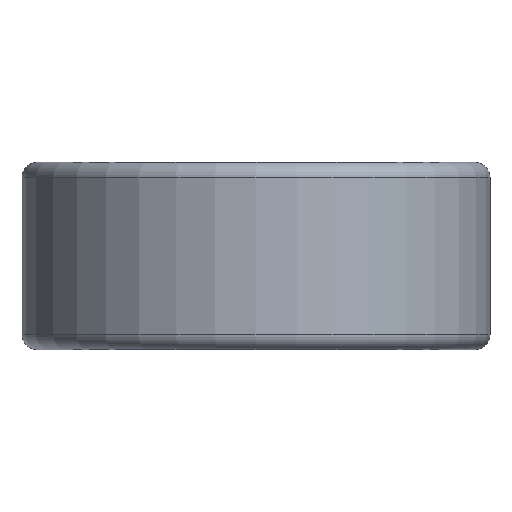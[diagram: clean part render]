
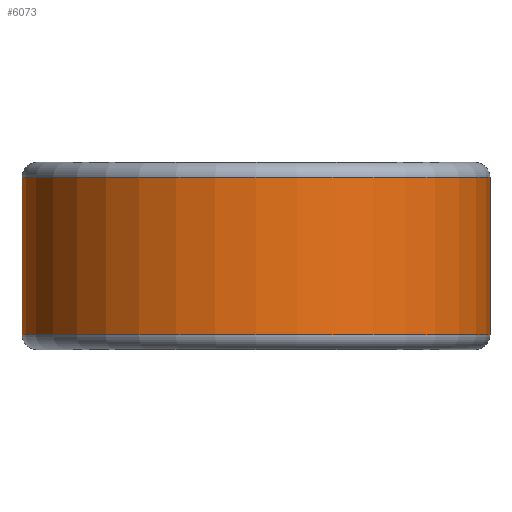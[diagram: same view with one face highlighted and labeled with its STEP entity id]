
A CAD part, front view. The second image highlights one B-rep face of the part: STEP entity #6073.
In plain terms, the highlighted cylindrical face has radius 62.5 mm (diameter 125 mm), a partial arc.
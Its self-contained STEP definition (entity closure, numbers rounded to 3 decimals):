
#363 = AXIS2_PLACEMENT_3D ( 'NONE', #6460, #1689, #5407 ) ;
#448 = CARTESIAN_POINT ( 'NONE',  ( 62.5, 0., -21. ) ) ;
#723 = CARTESIAN_POINT ( 'NONE',  ( 0., 0., 21. ) ) ;
#844 = EDGE_LOOP ( 'NONE', ( #5786, #1759, #3006, #968 ) ) ;
#892 = VECTOR ( 'NONE', #1023, 1000. ) ;
#968 = ORIENTED_EDGE ( 'NONE', *, *, #3089, .T. ) ;
#977 = CIRCLE ( 'NONE', #6406, 62.5 ) ;
#1023 = DIRECTION ( 'NONE',  ( 0., 0., -1. ) ) ;
#1125 = VERTEX_POINT ( 'NONE', #448 ) ;
#1208 = CARTESIAN_POINT ( 'NONE',  ( 62.5, 0., 0. ) ) ;
#1214 = EDGE_CURVE ( 'NONE', #4245, #1748, #3785, .T. ) ;
#1275 = CYLINDRICAL_SURFACE ( 'NONE', #363, 62.5 ) ;
#1537 = DIRECTION ( 'NONE',  ( 0., 0., 1. ) ) ;
#1689 = DIRECTION ( 'NONE',  ( 0., 0., -1. ) ) ;
#1748 = VERTEX_POINT ( 'NONE', #4518 ) ;
#1759 = ORIENTED_EDGE ( 'NONE', *, *, #5591, .T. ) ;
#2095 = AXIS2_PLACEMENT_3D ( 'NONE', #6810, #1537, #3648 ) ;
#2130 = CARTESIAN_POINT ( 'NONE',  ( -62.5, 0., 0. ) ) ;
#2195 = DIRECTION ( 'NONE',  ( 0., 0., -1. ) ) ;
#3006 = ORIENTED_EDGE ( 'NONE', *, *, #1214, .T. ) ;
#3039 = CARTESIAN_POINT ( 'NONE',  ( -62.5, 0., 21. ) ) ;
#3089 = EDGE_CURVE ( 'NONE', #1748, #1125, #4314, .T. ) ;
#3241 = DIRECTION ( 'NONE',  ( 1., 0., 0. ) ) ;
#3648 = DIRECTION ( 'NONE',  ( -1., 0., 0. ) ) ;
#3785 = LINE ( 'NONE', #2130, #892 ) ;
#3972 = VERTEX_POINT ( 'NONE', #5816 ) ;
#4245 = VERTEX_POINT ( 'NONE', #3039 ) ;
#4314 = CIRCLE ( 'NONE', #2095, 62.5 ) ;
#4518 = CARTESIAN_POINT ( 'NONE',  ( -62.5, 0., -21. ) ) ;
#5407 = DIRECTION ( 'NONE',  ( -1., 0., 0. ) ) ;
#5591 = EDGE_CURVE ( 'NONE', #3972, #4245, #977, .T. ) ;
#5786 = ORIENTED_EDGE ( 'NONE', *, *, #6529, .F. ) ;
#5816 = CARTESIAN_POINT ( 'NONE',  ( 62.5, 0., 21. ) ) ;
#5920 = LINE ( 'NONE', #1208, #6340 ) ;
#6038 = FACE_OUTER_BOUND ( 'NONE', #844, .T. ) ;
#6073 = ADVANCED_FACE ( 'NONE', ( #6038 ), #1275, .T. ) ;
#6340 = VECTOR ( 'NONE', #6379, 1000. ) ;
#6379 = DIRECTION ( 'NONE',  ( 0., 0., -1. ) ) ;
#6406 = AXIS2_PLACEMENT_3D ( 'NONE', #723, #2195, #3241 ) ;
#6460 = CARTESIAN_POINT ( 'NONE',  ( 0., 0., 0. ) ) ;
#6529 = EDGE_CURVE ( 'NONE', #3972, #1125, #5920, .T. ) ;
#6810 = CARTESIAN_POINT ( 'NONE',  ( 0., 0., -21. ) ) ;
